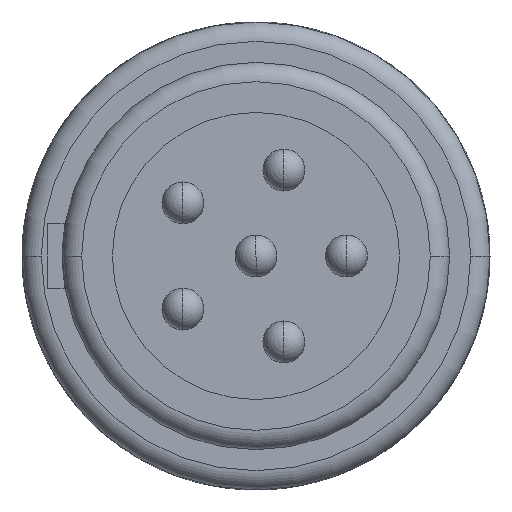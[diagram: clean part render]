
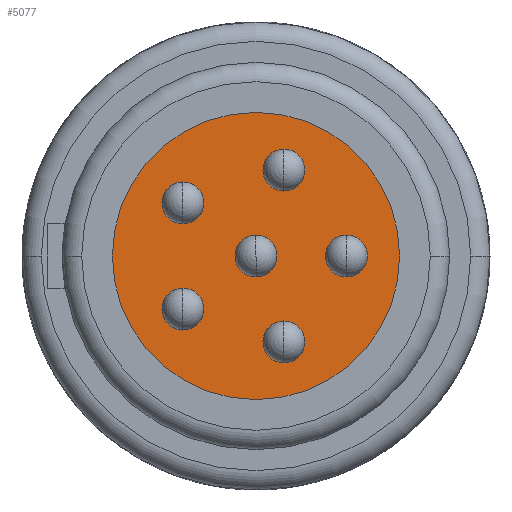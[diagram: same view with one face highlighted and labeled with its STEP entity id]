
A CAD part, left-side view. The second image highlights one B-rep face of the part: STEP entity #5077.
In plain terms, the highlighted planar face has unit normal (-1, 0, 0).
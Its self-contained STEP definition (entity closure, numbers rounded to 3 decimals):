
#1837=CARTESIAN_POINT('',(-2.5,0.,0.));
#1838=DIRECTION('',(-1.,0.,0.));
#1839=DIRECTION('',(0.,1.,0.));
#1840=AXIS2_PLACEMENT_3D('',#1837,#1838,#1839);
#1985=CARTESIAN_POINT('',(-2.5,0.,0.));
#1986=DIRECTION('',(-1.,0.,0.));
#1987=DIRECTION('',(0.,-1.,0.));
#1988=AXIS2_PLACEMENT_3D('',#1985,#1986,#1987);
#1995=CARTESIAN_POINT('',(-2.5,2.265,1.646));
#1996=DIRECTION('',(1.,0.,0.));
#1997=DIRECTION('',(0.,0.,-1.));
#1998=AXIS2_PLACEMENT_3D('',#1995,#1996,#1997);
#2000=CARTESIAN_POINT('',(-2.5,2.265,1.646));
#2001=DIRECTION('',(1.,0.,0.));
#2002=DIRECTION('',(0.,0.,1.));
#2003=AXIS2_PLACEMENT_3D('',#2000,#2001,#2002);
#2005=CARTESIAN_POINT('',(-2.5,2.265,-1.646));
#2006=DIRECTION('',(1.,0.,0.));
#2007=DIRECTION('',(0.,0.,-1.));
#2008=AXIS2_PLACEMENT_3D('',#2005,#2006,#2007);
#2010=CARTESIAN_POINT('',(-2.5,2.265,-1.646));
#2011=DIRECTION('',(1.,0.,0.));
#2012=DIRECTION('',(0.,0.,1.));
#2013=AXIS2_PLACEMENT_3D('',#2010,#2011,#2012);
#2015=CARTESIAN_POINT('',(-2.5,-0.865,-2.663));
#2016=DIRECTION('',(1.,0.,0.));
#2017=DIRECTION('',(0.,0.,-1.));
#2018=AXIS2_PLACEMENT_3D('',#2015,#2016,#2017);
#2020=CARTESIAN_POINT('',(-2.5,-0.865,-2.663));
#2021=DIRECTION('',(1.,0.,0.));
#2022=DIRECTION('',(0.,0.,1.));
#2023=AXIS2_PLACEMENT_3D('',#2020,#2021,#2022);
#2025=CARTESIAN_POINT('',(-2.5,-2.8,0.));
#2026=DIRECTION('',(1.,0.,0.));
#2027=DIRECTION('',(0.,0.,-1.));
#2028=AXIS2_PLACEMENT_3D('',#2025,#2026,#2027);
#2030=CARTESIAN_POINT('',(-2.5,-2.8,0.));
#2031=DIRECTION('',(1.,0.,0.));
#2032=DIRECTION('',(0.,0.,1.));
#2033=AXIS2_PLACEMENT_3D('',#2030,#2031,#2032);
#2035=CARTESIAN_POINT('',(-2.5,-0.865,2.663));
#2036=DIRECTION('',(1.,0.,0.));
#2037=DIRECTION('',(0.,0.,-1.));
#2038=AXIS2_PLACEMENT_3D('',#2035,#2036,#2037);
#2040=CARTESIAN_POINT('',(-2.5,-0.865,2.663));
#2041=DIRECTION('',(1.,0.,0.));
#2042=DIRECTION('',(0.,0.,1.));
#2043=AXIS2_PLACEMENT_3D('',#2040,#2041,#2042);
#2045=CARTESIAN_POINT('',(-2.5,0.,0.));
#2046=DIRECTION('',(1.,0.,0.));
#2047=DIRECTION('',(0.,0.,-1.));
#2048=AXIS2_PLACEMENT_3D('',#2045,#2046,#2047);
#2050=CARTESIAN_POINT('',(-2.5,0.,0.));
#2051=DIRECTION('',(1.,0.,0.));
#2052=DIRECTION('',(0.,0.,1.));
#2053=AXIS2_PLACEMENT_3D('',#2050,#2051,#2052);
#3096=CARTESIAN_POINT('',(-2.5,-4.45,0.));
#3097=CARTESIAN_POINT('',(-2.5,4.45,0.));
#3098=VERTEX_POINT('',#3096);
#3099=VERTEX_POINT('',#3097);
#3328=CARTESIAN_POINT('',(-2.5,2.265,0.996));
#3329=CARTESIAN_POINT('',(-2.5,2.265,2.296));
#3330=VERTEX_POINT('',#3328);
#3331=VERTEX_POINT('',#3329);
#3332=CARTESIAN_POINT('',(-2.5,2.265,-2.296));
#3333=CARTESIAN_POINT('',(-2.5,2.265,-0.996));
#3334=VERTEX_POINT('',#3332);
#3335=VERTEX_POINT('',#3333);
#3336=CARTESIAN_POINT('',(-2.5,-0.865,-3.313));
#3337=CARTESIAN_POINT('',(-2.5,-0.865,-2.013));
#3338=VERTEX_POINT('',#3336);
#3339=VERTEX_POINT('',#3337);
#3340=CARTESIAN_POINT('',(-2.5,-2.8,-0.65));
#3341=CARTESIAN_POINT('',(-2.5,-2.8,0.65));
#3342=VERTEX_POINT('',#3340);
#3343=VERTEX_POINT('',#3341);
#3344=CARTESIAN_POINT('',(-2.5,-0.865,2.013));
#3345=CARTESIAN_POINT('',(-2.5,-0.865,3.313));
#3346=VERTEX_POINT('',#3344);
#3347=VERTEX_POINT('',#3345);
#3348=CARTESIAN_POINT('',(-2.5,0.,-0.65));
#3349=CARTESIAN_POINT('',(-2.5,0.,0.65));
#3350=VERTEX_POINT('',#3348);
#3351=VERTEX_POINT('',#3349);
#5032=CARTESIAN_POINT('',(-2.5,0.,0.));
#5033=DIRECTION('',(1.,0.,0.));
#5034=DIRECTION('',(0.,0.,-1.));
#5035=AXIS2_PLACEMENT_3D('',#5032,#5033,#5034);
#5036=PLANE('',#5035);
#5037=ORIENTED_EDGE('',*,*,#5023,.F.);
#5038=ORIENTED_EDGE('',*,*,#4876,.F.);
#5039=EDGE_LOOP('',(#5037,#5038));
#5040=FACE_OUTER_BOUND('',#5039,.F.);
#5042=ORIENTED_EDGE('',*,*,#5041,.F.);
#5044=ORIENTED_EDGE('',*,*,#5043,.F.);
#5045=EDGE_LOOP('',(#5042,#5044));
#5046=FACE_BOUND('',#5045,.F.);
#5048=ORIENTED_EDGE('',*,*,#5047,.F.);
#5050=ORIENTED_EDGE('',*,*,#5049,.F.);
#5051=EDGE_LOOP('',(#5048,#5050));
#5052=FACE_BOUND('',#5051,.F.);
#5054=ORIENTED_EDGE('',*,*,#5053,.F.);
#5056=ORIENTED_EDGE('',*,*,#5055,.F.);
#5057=EDGE_LOOP('',(#5054,#5056));
#5058=FACE_BOUND('',#5057,.F.);
#5060=ORIENTED_EDGE('',*,*,#5059,.F.);
#5062=ORIENTED_EDGE('',*,*,#5061,.F.);
#5063=EDGE_LOOP('',(#5060,#5062));
#5064=FACE_BOUND('',#5063,.F.);
#5066=ORIENTED_EDGE('',*,*,#5065,.F.);
#5068=ORIENTED_EDGE('',*,*,#5067,.F.);
#5069=EDGE_LOOP('',(#5066,#5068));
#5070=FACE_BOUND('',#5069,.F.);
#5072=ORIENTED_EDGE('',*,*,#5071,.F.);
#5074=ORIENTED_EDGE('',*,*,#5073,.F.);
#5075=EDGE_LOOP('',(#5072,#5074));
#5076=FACE_BOUND('',#5075,.F.);
#5077=ADVANCED_FACE('',(#5040,#5046,#5052,#5058,#5064,#5070,#5076),#5036,.F.);
#1841=CIRCLE('',#1840,4.45);
#1989=CIRCLE('',#1988,4.45);
#1999=CIRCLE('',#1998,0.65);
#2004=CIRCLE('',#2003,0.65);
#2009=CIRCLE('',#2008,0.65);
#2014=CIRCLE('',#2013,0.65);
#2019=CIRCLE('',#2018,0.65);
#2024=CIRCLE('',#2023,0.65);
#2029=CIRCLE('',#2028,0.65);
#2034=CIRCLE('',#2033,0.65);
#2039=CIRCLE('',#2038,0.65);
#2044=CIRCLE('',#2043,0.65);
#2049=CIRCLE('',#2048,0.65);
#2054=CIRCLE('',#2053,0.65);
#4876=EDGE_CURVE('',#3099,#3098,#1841,.T.);
#5023=EDGE_CURVE('',#3098,#3099,#1989,.T.);
#5041=EDGE_CURVE('',#3330,#3331,#1999,.T.);
#5043=EDGE_CURVE('',#3331,#3330,#2004,.T.);
#5047=EDGE_CURVE('',#3334,#3335,#2009,.T.);
#5049=EDGE_CURVE('',#3335,#3334,#2014,.T.);
#5053=EDGE_CURVE('',#3338,#3339,#2019,.T.);
#5055=EDGE_CURVE('',#3339,#3338,#2024,.T.);
#5059=EDGE_CURVE('',#3342,#3343,#2029,.T.);
#5061=EDGE_CURVE('',#3343,#3342,#2034,.T.);
#5065=EDGE_CURVE('',#3346,#3347,#2039,.T.);
#5067=EDGE_CURVE('',#3347,#3346,#2044,.T.);
#5071=EDGE_CURVE('',#3350,#3351,#2049,.T.);
#5073=EDGE_CURVE('',#3351,#3350,#2054,.T.);
